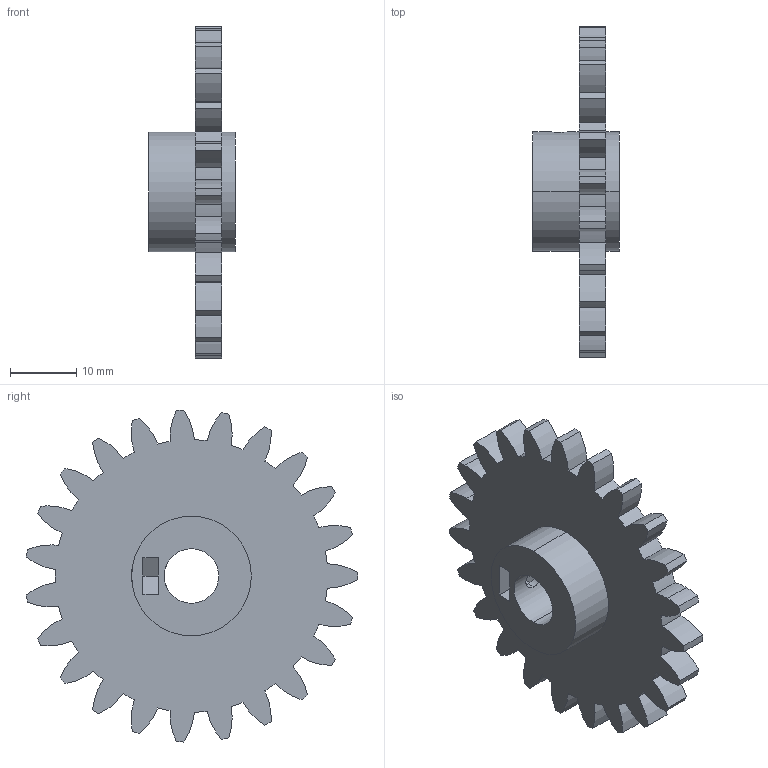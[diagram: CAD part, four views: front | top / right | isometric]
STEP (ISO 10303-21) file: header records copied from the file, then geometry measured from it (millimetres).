
FILE_DESCRIPTION (( 'STEP AP203' ), '1' );
FILE_NAME ('gear_driven_wheel_ver2.STEP', '2025-09-03T16:20:00', ( '' ), ( '' ), 'SwSTEP 2.0', 'SolidWorks 2025', '' );
FILE_SCHEMA (( 'CONFIG_CONTROL_DESIGN' ));
Length unit declared in the file: millimetre
Products named in the file (1): gear_driven_wheel_ver2
Bounding box: 13 x 49.84 x 49.95 mm (x, y, z)
Volume: 7960 mm3; surface area: 5224.3 mm2
Topology: 1 solids, 1 shells, 119 faces, 342 edges, 228 vertices
Faces by surface type: cylinder 105, plane 14
Entity records: 4201 total; most frequent: CARTESIAN_POINT 788, DIRECTION 784, ORIENTED_EDGE 684, EDGE_CURVE 342, AXIS2_PLACEMENT_3D 326, VERTEX_POINT 228, CIRCLE 206, LINE 132
